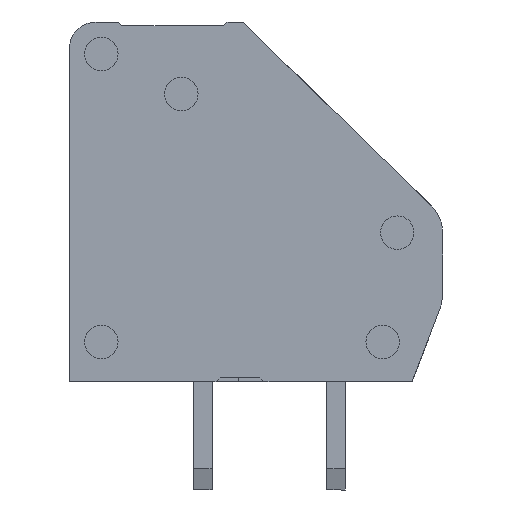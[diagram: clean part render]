
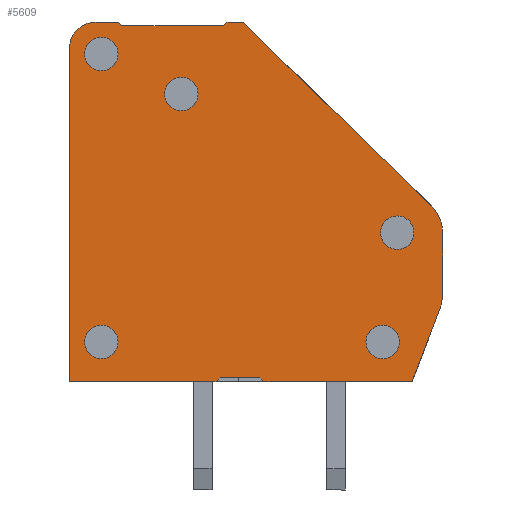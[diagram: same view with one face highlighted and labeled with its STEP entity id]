
A CAD part, front view. The second image highlights one B-rep face of the part: STEP entity #5609.
In plain terms, the highlighted planar face has unit normal (0, -1, 0).
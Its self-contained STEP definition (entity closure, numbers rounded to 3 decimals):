
#250=CIRCLE('',#6091,1.915);
#251=CIRCLE('',#6092,1.397);
#252=CIRCLE('',#6093,1.);
#253=CIRCLE('',#6094,0.625);
#254=CIRCLE('',#6095,0.625);
#255=CIRCLE('',#6096,0.625);
#256=CIRCLE('',#6097,0.625);
#257=CIRCLE('',#6098,0.625);
#1608=ORIENTED_EDGE('',*,*,#2521,.T.);
#1609=ORIENTED_EDGE('',*,*,#2522,.T.);
#1610=ORIENTED_EDGE('',*,*,#2523,.T.);
#1611=ORIENTED_EDGE('',*,*,#2524,.T.);
#1612=ORIENTED_EDGE('',*,*,#2474,.T.);
#1613=ORIENTED_EDGE('',*,*,#2525,.T.);
#1614=ORIENTED_EDGE('',*,*,#2526,.T.);
#1615=ORIENTED_EDGE('',*,*,#2527,.T.);
#1616=ORIENTED_EDGE('',*,*,#2528,.T.);
#1617=ORIENTED_EDGE('',*,*,#2529,.T.);
#1618=ORIENTED_EDGE('',*,*,#2530,.T.);
#1619=ORIENTED_EDGE('',*,*,#2531,.T.);
#1620=ORIENTED_EDGE('',*,*,#2532,.F.);
#1621=ORIENTED_EDGE('',*,*,#2533,.T.);
#1622=ORIENTED_EDGE('',*,*,#2470,.T.);
#1623=ORIENTED_EDGE('',*,*,#2534,.T.);
#1624=ORIENTED_EDGE('',*,*,#2535,.T.);
#1625=ORIENTED_EDGE('',*,*,#2536,.F.);
#1626=ORIENTED_EDGE('',*,*,#2537,.F.);
#1627=ORIENTED_EDGE('',*,*,#2538,.F.);
#1628=ORIENTED_EDGE('',*,*,#2539,.F.);
#1629=ORIENTED_EDGE('',*,*,#2540,.F.);
#2470=EDGE_CURVE('',#3035,#3036,#3660,.T.);
#2474=EDGE_CURVE('',#3039,#3040,#3664,.T.);
#2521=EDGE_CURVE('',#3084,#3085,#3701,.T.);
#2522=EDGE_CURVE('',#3085,#3086,#3702,.T.);
#2523=EDGE_CURVE('',#3086,#3087,#3703,.T.);
#2524=EDGE_CURVE('',#3087,#3039,#3704,.T.);
#2525=EDGE_CURVE('',#3040,#3088,#3705,.T.);
#2526=EDGE_CURVE('',#3088,#3089,#250,.T.);
#2527=EDGE_CURVE('',#3089,#3090,#3706,.T.);
#2528=EDGE_CURVE('',#3090,#3091,#251,.T.);
#2529=EDGE_CURVE('',#3091,#3092,#3707,.T.);
#2530=EDGE_CURVE('',#3092,#3093,#3708,.T.);
#2531=EDGE_CURVE('',#3093,#3094,#3709,.F.);
#2532=EDGE_CURVE('',#3095,#3094,#3710,.T.);
#2533=EDGE_CURVE('',#3095,#3035,#3711,.F.);
#2534=EDGE_CURVE('',#3036,#3096,#252,.T.);
#2535=EDGE_CURVE('',#3096,#3084,#3712,.T.);
#2536=EDGE_CURVE('',#3097,#3097,#253,.T.);
#2537=EDGE_CURVE('',#3098,#3098,#254,.T.);
#2538=EDGE_CURVE('',#3099,#3099,#255,.T.);
#2539=EDGE_CURVE('',#3100,#3100,#256,.T.);
#2540=EDGE_CURVE('',#3101,#3101,#257,.T.);
#3035=VERTEX_POINT('',#9034);
#3036=VERTEX_POINT('',#9035);
#3039=VERTEX_POINT('',#9043);
#3040=VERTEX_POINT('',#9044);
#3084=VERTEX_POINT('',#9137);
#3085=VERTEX_POINT('',#9138);
#3086=VERTEX_POINT('',#9140);
#3087=VERTEX_POINT('',#9142);
#3088=VERTEX_POINT('',#9145);
#3089=VERTEX_POINT('',#9147);
#3090=VERTEX_POINT('',#9149);
#3091=VERTEX_POINT('',#9151);
#3092=VERTEX_POINT('',#9153);
#3093=VERTEX_POINT('',#9155);
#3094=VERTEX_POINT('',#9157);
#3095=VERTEX_POINT('',#9159);
#3096=VERTEX_POINT('',#9162);
#3097=VERTEX_POINT('',#9165);
#3098=VERTEX_POINT('',#9167);
#3099=VERTEX_POINT('',#9169);
#3100=VERTEX_POINT('',#9171);
#3101=VERTEX_POINT('',#9173);
#3660=LINE('',#9033,#4300);
#3664=LINE('',#9042,#4304);
#3701=LINE('',#9136,#4341);
#3702=LINE('',#9139,#4342);
#3703=LINE('',#9141,#4343);
#3704=LINE('',#9143,#4344);
#3705=LINE('',#9144,#4345);
#3706=LINE('',#9148,#4346);
#3707=LINE('',#9152,#4347);
#3708=LINE('',#9154,#4348);
#3709=LINE('',#9156,#4349);
#3710=LINE('',#9158,#4350);
#3711=LINE('',#9160,#4351);
#3712=LINE('',#9163,#4352);
#4300=VECTOR('',#7423,1000.);
#4304=VECTOR('',#7429,1000.);
#4341=VECTOR('',#7490,1000.);
#4342=VECTOR('',#7491,1000.);
#4343=VECTOR('',#7492,1000.);
#4344=VECTOR('',#7493,1000.);
#4345=VECTOR('',#7494,1000.);
#4346=VECTOR('',#7497,1000.);
#4347=VECTOR('',#7500,1000.);
#4348=VECTOR('',#7501,1000.);
#4349=VECTOR('',#7502,1000.);
#4350=VECTOR('',#7503,1000.);
#4351=VECTOR('',#7504,1000.);
#4352=VECTOR('',#7507,1000.);
#4700=EDGE_LOOP('',(#1608,#1609,#1610,#1611,#1612,#1613,#1614,#1615,#1616,
#1617,#1618,#1619,#1620,#1621,#1622,#1623,#1624));
#4701=EDGE_LOOP('',(#1625));
#4702=EDGE_LOOP('',(#1626));
#4703=EDGE_LOOP('',(#1627));
#4704=EDGE_LOOP('',(#1628));
#4705=EDGE_LOOP('',(#1629));
#5057=FACE_BOUND('',#4700,.T.);
#5058=FACE_BOUND('',#4701,.T.);
#5059=FACE_BOUND('',#4702,.T.);
#5060=FACE_BOUND('',#4703,.T.);
#5061=FACE_BOUND('',#4704,.T.);
#5062=FACE_BOUND('',#4705,.T.);
#5322=PLANE('',#6090);
#5609=ADVANCED_FACE('',(#5057,#5058,#5059,#5060,#5061,#5062),#5322,.T.);
#6090=AXIS2_PLACEMENT_3D('',#9135,#7488,#7489);
#6091=AXIS2_PLACEMENT_3D('',#9146,#7495,#7496);
#6092=AXIS2_PLACEMENT_3D('',#9150,#7498,#7499);
#6093=AXIS2_PLACEMENT_3D('',#9161,#7505,#7506);
#6094=AXIS2_PLACEMENT_3D('',#9164,#7508,#7509);
#6095=AXIS2_PLACEMENT_3D('',#9166,#7510,#7511);
#6096=AXIS2_PLACEMENT_3D('',#9168,#7512,#7513);
#6097=AXIS2_PLACEMENT_3D('',#9170,#7514,#7515);
#6098=AXIS2_PLACEMENT_3D('',#9172,#7516,#7517);
#7423=DIRECTION('',(-1.,0.,0.));
#7429=DIRECTION('',(1.,0.,0.));
#7488=DIRECTION('',(0.,-1.,0.));
#7489=DIRECTION('',(0.,0.,-1.));
#7490=DIRECTION('',(1.,0.,0.));
#7491=DIRECTION('',(0.707,0.,0.707));
#7492=DIRECTION('',(1.,0.,0.));
#7493=DIRECTION('',(0.707,0.,-0.707));
#7494=DIRECTION('',(0.358,0.,0.934));
#7495=DIRECTION('',(0.,-1.,0.));
#7496=DIRECTION('',(-1.,0.,0.));
#7497=DIRECTION('',(0.,0.,1.));
#7498=DIRECTION('',(0.,-1.,0.));
#7499=DIRECTION('',(-1.,0.,0.));
#7500=DIRECTION('',(-0.716,0.,0.698));
#7501=DIRECTION('',(-1.,0.,0.));
#7502=DIRECTION('',(0.8,0.,0.6));
#7503=DIRECTION('',(1.,0.,0.));
#7504=DIRECTION('',(0.8,0.,-0.6));
#7505=DIRECTION('',(0.,-1.,0.));
#7506=DIRECTION('',(1.,0.,0.));
#7507=DIRECTION('',(0.,0.,-1.));
#7508=DIRECTION('',(0.,-1.,0.));
#7509=DIRECTION('',(0.,0.,-1.));
#7510=DIRECTION('',(0.,-1.,0.));
#7511=DIRECTION('',(0.,0.,-1.));
#7512=DIRECTION('',(0.,-1.,0.));
#7513=DIRECTION('',(0.,0.,-1.));
#7514=DIRECTION('',(0.,-1.,0.));
#7515=DIRECTION('',(0.,0.,-1.));
#7516=DIRECTION('',(0.,-1.,0.));
#7517=DIRECTION('',(0.,0.,-1.));
#9033=CARTESIAN_POINT('',(1.,0.,13.5));
#9034=CARTESIAN_POINT('',(1.8,0.,13.5));
#9035=CARTESIAN_POINT('',(1.,0.,13.5));
#9042=CARTESIAN_POINT('',(0.,0.,0.));
#9043=CARTESIAN_POINT('',(7.3,0.,0.));
#9044=CARTESIAN_POINT('',(12.852,0.,0.));
#9135=CARTESIAN_POINT('',(12.085,0.,3.35));
#9136=CARTESIAN_POINT('',(0.,0.,0.));
#9137=CARTESIAN_POINT('',(0.,0.,0.));
#9138=CARTESIAN_POINT('',(5.5,0.,0.));
#9139=CARTESIAN_POINT('',(10.468,0.,4.968));
#9140=CARTESIAN_POINT('',(5.65,0.,0.15));
#9141=CARTESIAN_POINT('',(5.65,0.,0.15));
#9142=CARTESIAN_POINT('',(7.15,0.,0.15));
#9143=CARTESIAN_POINT('',(8.018,0.,-0.718));
#9144=CARTESIAN_POINT('',(13.873,0.,2.665));
#9145=CARTESIAN_POINT('',(13.873,0.,2.665));
#9146=CARTESIAN_POINT('',(12.085,0.,3.35));
#9147=CARTESIAN_POINT('',(14.,0.,3.35));
#9148=CARTESIAN_POINT('',(14.,0.,3.35));
#9149=CARTESIAN_POINT('',(14.,0.,5.6));
#9150=CARTESIAN_POINT('',(12.603,0.,5.6));
#9151=CARTESIAN_POINT('',(13.578,0.,6.6));
#9152=CARTESIAN_POINT('',(6.5,0.,13.5));
#9153=CARTESIAN_POINT('',(6.5,0.,13.5));
#9154=CARTESIAN_POINT('',(1.,0.,13.5));
#9155=CARTESIAN_POINT('',(5.95,0.,13.5));
#9156=CARTESIAN_POINT('',(5.004,0.,12.791));
#9157=CARTESIAN_POINT('',(5.75,0.,13.35));
#9158=CARTESIAN_POINT('',(5.75,0.,13.35));
#9159=CARTESIAN_POINT('',(2.,0.,13.35));
#9160=CARTESIAN_POINT('',(13.254,0.,4.909));
#9161=CARTESIAN_POINT('',(1.,0.,12.5));
#9162=CARTESIAN_POINT('',(0.,0.,12.5));
#9163=CARTESIAN_POINT('',(0.,0.,0.));
#9164=CARTESIAN_POINT('',(12.3,0.,5.6));
#9165=CARTESIAN_POINT('',(12.3,0.,4.975));
#9166=CARTESIAN_POINT('',(4.2,0.,10.8));
#9167=CARTESIAN_POINT('',(4.2,0.,10.175));
#9168=CARTESIAN_POINT('',(11.75,0.,1.5));
#9169=CARTESIAN_POINT('',(11.75,0.,0.875));
#9170=CARTESIAN_POINT('',(1.2,0.,1.5));
#9171=CARTESIAN_POINT('',(1.2,0.,0.875));
#9172=CARTESIAN_POINT('',(1.2,0.,12.3));
#9173=CARTESIAN_POINT('',(1.2,0.,11.675));
